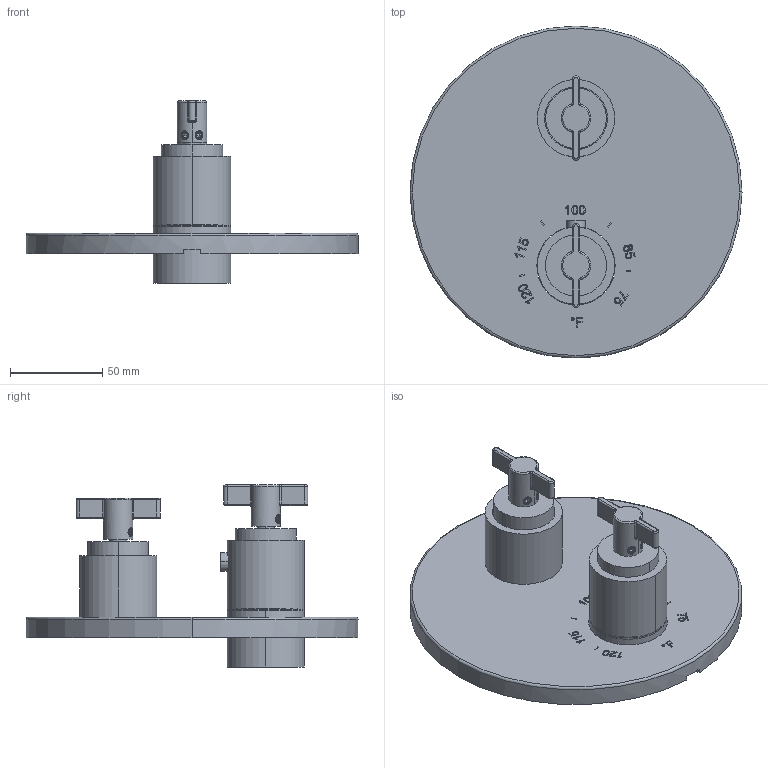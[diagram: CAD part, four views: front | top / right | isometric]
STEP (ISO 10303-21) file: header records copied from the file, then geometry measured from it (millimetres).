
FILE_DESCRIPTION((''),'2;1');
FILE_NAME('3-3323TR_ASM','2020-09-14T10:42:57',('jinson.thomas'),(''),'CREO PARAMETRIC BY PTC INC, 2018400','CREO PARAMETRIC BY PTC INC, 2018400','');
FILE_SCHEMA(('CONFIG_CONTROL_DESIGN'));
Length unit declared in the file: inch
Products named in the file (13): 12347; 20-116_ASM; 12368; 2-996_ASM; 12348; 12345; 12354; 12353; 2-998_ASM; 13536; 92000; 20-568_ASM; 3-3323TR_ASM
Assembly tree (14 placements, depth 3):
  3-3323TR_ASM
    20-116_ASM
      12347
    2-996_ASM
      12368
    12348
    12345
    2-998_ASM
      12354
      12353
    20-568_ASM  x2
      13536
      92000
Bounding box: 180.09 x 180.09 x 98.73 mm (x, y, z)
Volume: 135946.7 mm3; surface area: 109409.5 mm2
Topology: 12 solids, 12 shells, 1207 faces, 3285 edges, 2145 vertices
Faces by surface type: plane 499, cylinder 313, extrusion 178, bspline 118, cone 53, torus 34, sphere 12
Entity records: 40966 total; most frequent: CARTESIAN_POINT 17972, ORIENTED_EDGE 5140, DIRECTION 3980, EDGE_CURVE 2570, VERTEX_POINT 1691, VECTOR 1348, AXIS2_PLACEMENT_3D 1316, LINE 1170
